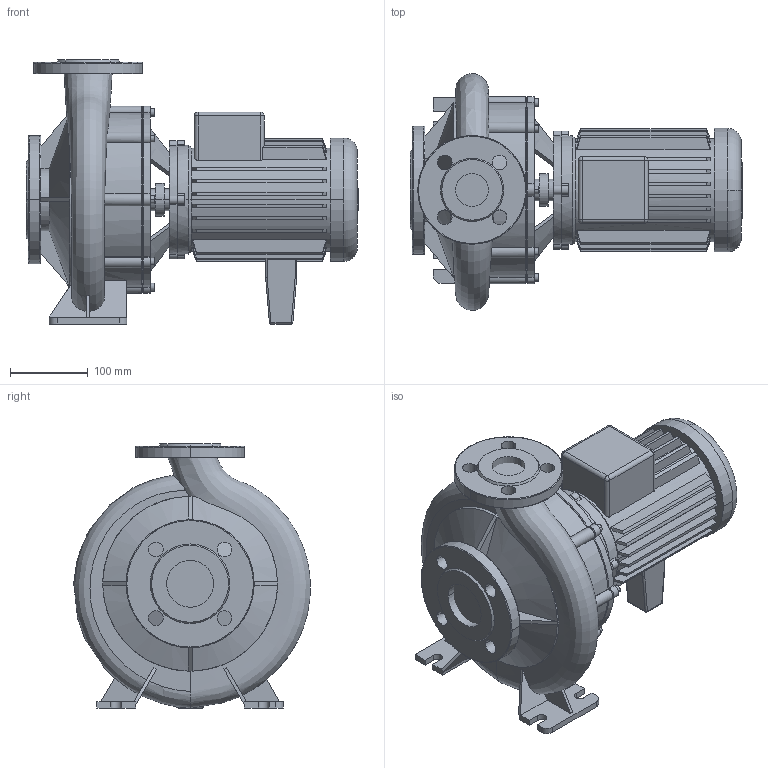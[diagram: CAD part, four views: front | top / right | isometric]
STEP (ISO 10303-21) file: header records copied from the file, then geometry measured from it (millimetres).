
FILE_DESCRIPTION((''),'2;1');
FILE_NAME('3d_BM32_220-1_1_4-2096575.stp','2011-01-26T14:44:09',(''),(''),'Mechanical Desktop 2008','Mechanical Desktop 2008',', , ');
FILE_SCHEMA(('CONFIG_CONTROL_DESIGN'));
Length unit declared in the file: millimetre
Products named in the file (1): Product
Bounding box: 427.5 x 304.78 x 340 mm (x, y, z)
Volume: 11214484.7 mm3; surface area: 789880.1 mm2
Topology: 11 solids, 11 shells, 614 faces, 1578 edges, 1014 vertices
Faces by surface type: plane 280, bspline 155, cylinder 125, cone 44, sphere 8, torus 2
Entity records: 25975 total; most frequent: CARTESIAN_POINT 11714, ORIENTED_EDGE 3140, DIRECTION 2676, EDGE_CURVE 1570, VERTEX_POINT 1014, AXIS2_PLACEMENT_3D 908, VECTOR 860, LINE 860
